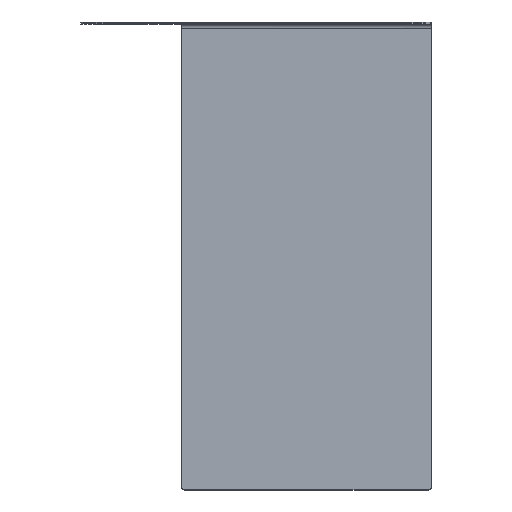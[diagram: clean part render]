
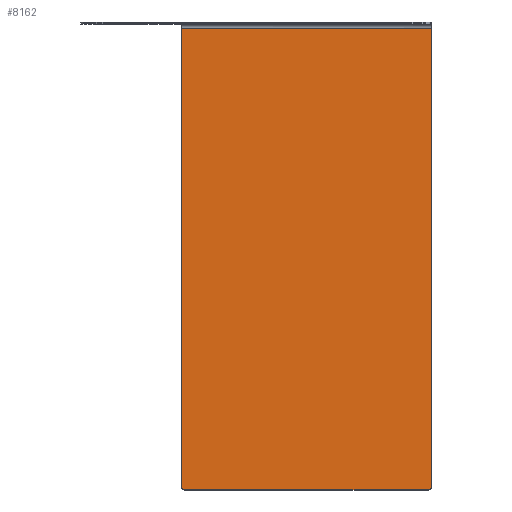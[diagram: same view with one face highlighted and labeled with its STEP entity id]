
A CAD part, top view. The second image highlights one B-rep face of the part: STEP entity #8162.
In plain terms, the highlighted planar face has unit normal (0, 0, 1).
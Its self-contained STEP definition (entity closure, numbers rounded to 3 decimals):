
#1841=DIRECTION('',(-1.,0.,0.));
#1842=VECTOR('',#1841,154.);
#1843=CARTESIAN_POINT('',(190.,-3.8,1.2));
#1844=LINE('',#1843,#1842);
#1892=CARTESIAN_POINT('',(38.,-286.,1.2));
#1893=DIRECTION('',(0.,0.,1.));
#1894=DIRECTION('',(-1.,0.,0.));
#1895=AXIS2_PLACEMENT_3D('',#1892,#1893,#1894);
#1897=DIRECTION('',(0.,1.,0.));
#1898=VECTOR('',#1897,282.2);
#1899=CARTESIAN_POINT('',(36.,-286.,1.2));
#1900=LINE('',#1899,#1898);
#1901=DIRECTION('',(0.,-1.,0.));
#1902=VECTOR('',#1901,282.2);
#1903=CARTESIAN_POINT('',(190.,-3.8,1.2));
#1904=LINE('',#1903,#1902);
#1905=CARTESIAN_POINT('',(188.,-286.,1.2));
#1906=DIRECTION('',(0.,0.,1.));
#1907=DIRECTION('',(0.,-1.,0.));
#1908=AXIS2_PLACEMENT_3D('',#1905,#1906,#1907);
#1910=DIRECTION('',(-1.,0.,0.));
#1911=VECTOR('',#1910,150.);
#1912=CARTESIAN_POINT('',(188.,-288.,1.2));
#1913=LINE('',#1912,#1911);
#5184=CARTESIAN_POINT('',(190.,-3.8,1.2));
#5185=CARTESIAN_POINT('',(36.,-3.8,1.2));
#5186=VERTEX_POINT('',#5184);
#5187=VERTEX_POINT('',#5185);
#5222=CARTESIAN_POINT('',(36.,-286.,1.2));
#5223=VERTEX_POINT('',#5222);
#5224=CARTESIAN_POINT('',(38.,-288.,1.2));
#5225=VERTEX_POINT('',#5224);
#5230=CARTESIAN_POINT('',(188.,-288.,1.2));
#5231=VERTEX_POINT('',#5230);
#5232=CARTESIAN_POINT('',(190.,-286.,1.2));
#5233=VERTEX_POINT('',#5232);
#8147=CARTESIAN_POINT('',(151.034,0.,1.2));
#8148=DIRECTION('',(0.,0.,1.));
#8149=DIRECTION('',(-1.,0.,0.));
#8150=AXIS2_PLACEMENT_3D('',#8147,#8148,#8149);
#8151=PLANE('',#8150);
#8152=ORIENTED_EDGE('',*,*,#8109,.F.);
#8153=ORIENTED_EDGE('',*,*,#8096,.T.);
#8154=ORIENTED_EDGE('',*,*,#8053,.F.);
#8156=ORIENTED_EDGE('',*,*,#8155,.T.);
#8158=ORIENTED_EDGE('',*,*,#8157,.F.);
#8159=ORIENTED_EDGE('',*,*,#8139,.T.);
#8160=EDGE_LOOP('',(#8152,#8153,#8154,#8156,#8158,#8159));
#8161=FACE_OUTER_BOUND('',#8160,.F.);
#8162=ADVANCED_FACE('',(#8161),#8151,.T.);
#1896=CIRCLE('',#1895,2.);
#1909=CIRCLE('',#1908,2.);
#8053=EDGE_CURVE('',#5186,#5187,#1844,.T.);
#8096=EDGE_CURVE('',#5223,#5187,#1900,.T.);
#8109=EDGE_CURVE('',#5223,#5225,#1896,.T.);
#8139=EDGE_CURVE('',#5231,#5225,#1913,.T.);
#8155=EDGE_CURVE('',#5186,#5233,#1904,.T.);
#8157=EDGE_CURVE('',#5231,#5233,#1909,.T.);
